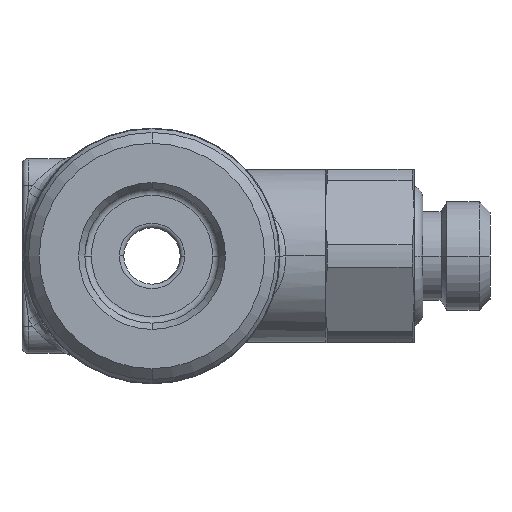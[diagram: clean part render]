
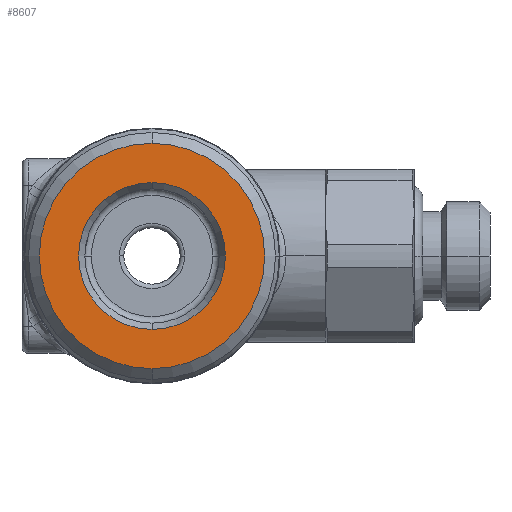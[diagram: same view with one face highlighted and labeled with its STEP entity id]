
A CAD part, left-side view. The second image highlights one B-rep face of the part: STEP entity #8607.
In plain terms, the highlighted planar face has unit normal (-1, 0, 0).
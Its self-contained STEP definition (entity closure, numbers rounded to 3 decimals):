
#2747=CARTESIAN_POINT('',(-17.55,0.,0.));
#2748=DIRECTION('',(-1.,0.,0.));
#2749=DIRECTION('',(0.,0.,-1.));
#2750=AXIS2_PLACEMENT_3D('',#2747,#2748,#2749);
#2760=CARTESIAN_POINT('',(-17.55,0.,0.));
#2761=DIRECTION('',(1.,0.,0.));
#2762=DIRECTION('',(0.,0.,-1.));
#2763=AXIS2_PLACEMENT_3D('',#2760,#2761,#2762);
#2765=CARTESIAN_POINT('',(-17.55,0.,0.));
#2766=DIRECTION('',(1.,0.,0.));
#2767=DIRECTION('',(0.,0.,-1.));
#2768=AXIS2_PLACEMENT_3D('',#2765,#2766,#2767);
#2770=CARTESIAN_POINT('',(-17.55,0.,0.));
#2771=DIRECTION('',(-1.,0.,0.));
#2772=DIRECTION('',(0.,0.,-1.));
#2773=AXIS2_PLACEMENT_3D('',#2770,#2771,#2772);
#3581=CARTESIAN_POINT('',(-17.55,0.,-3.389));
#3583=VERTEX_POINT('',#3581);
#3584=CARTESIAN_POINT('',(-17.55,0.,-5.2));
#3586=VERTEX_POINT('',#3584);
#3591=CARTESIAN_POINT('',(-17.55,0.,3.389));
#3593=VERTEX_POINT('',#3591);
#3594=CARTESIAN_POINT('',(-17.55,0.,5.2));
#3596=VERTEX_POINT('',#3594);
#8592=CARTESIAN_POINT('',(-17.55,0.,0.));
#8593=DIRECTION('',(-1.,0.,0.));
#8594=DIRECTION('',(0.,0.,1.));
#8595=AXIS2_PLACEMENT_3D('',#8592,#8593,#8594);
#8596=PLANE('',#8595);
#8597=ORIENTED_EDGE('',*,*,#8571,.F.);
#8598=ORIENTED_EDGE('',*,*,#8587,.T.);
#8599=EDGE_LOOP('',(#8597,#8598));
#8600=FACE_OUTER_BOUND('',#8599,.F.);
#8602=ORIENTED_EDGE('',*,*,#8601,.F.);
#8604=ORIENTED_EDGE('',*,*,#8603,.T.);
#8605=EDGE_LOOP('',(#8602,#8604));
#8606=FACE_BOUND('',#8605,.F.);
#8607=ADVANCED_FACE('',(#8600,#8606),#8596,.T.);
#2751=CIRCLE('',#2750,5.2);
#2764=CIRCLE('',#2763,5.2);
#2769=CIRCLE('',#2768,3.389);
#2774=CIRCLE('',#2773,3.389);
#8571=EDGE_CURVE('',#3586,#3596,#2751,.T.);
#8587=EDGE_CURVE('',#3586,#3596,#2764,.T.);
#8601=EDGE_CURVE('',#3583,#3593,#2769,.T.);
#8603=EDGE_CURVE('',#3583,#3593,#2774,.T.);
